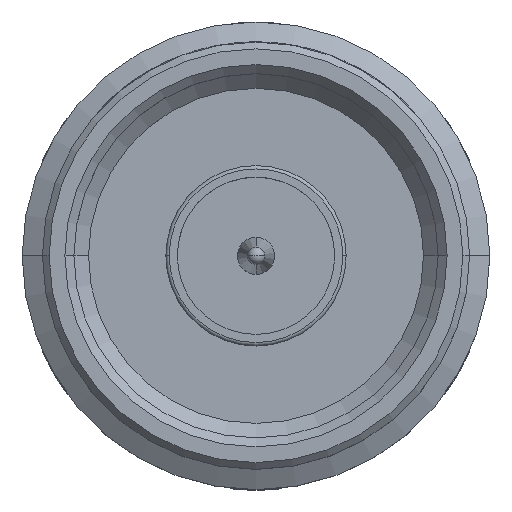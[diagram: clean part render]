
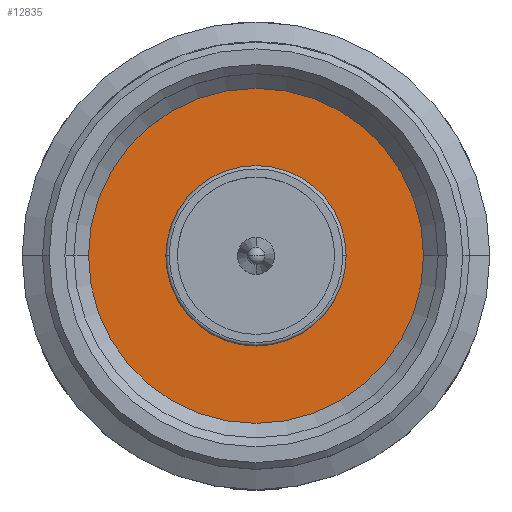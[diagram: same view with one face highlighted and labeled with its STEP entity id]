
A CAD part, top view. The second image highlights one B-rep face of the part: STEP entity #12835.
In plain terms, the highlighted planar face has unit normal (0, 0, 1).
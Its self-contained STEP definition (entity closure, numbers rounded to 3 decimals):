
#279 = PLANE ( 'NONE',  #1007 ) ;
#1007 = AXIS2_PLACEMENT_3D ( 'NONE', #4851, #13722, #2527 ) ;
#1176 = AXIS2_PLACEMENT_3D ( 'NONE', #11290, #10296, #5609 ) ;
#1547 = CARTESIAN_POINT ( 'NONE',  ( 0., 0., -3.816 ) ) ;
#1689 = ORIENTED_EDGE ( 'NONE', *, *, #2157, .T. ) ;
#2157 = EDGE_CURVE ( 'NONE', #13287, #4662, #10117, .T. ) ;
#2433 = CARTESIAN_POINT ( 'NONE',  ( -7.45, 0., -3.816 ) ) ;
#2527 = DIRECTION ( 'NONE',  ( -1., 0., 0. ) ) ;
#3893 = DIRECTION ( 'NONE',  ( 0., 0., 1. ) ) ;
#4245 = CIRCLE ( 'NONE', #12066, 7.45 ) ;
#4588 = CARTESIAN_POINT ( 'NONE',  ( 0., 0., -3.816 ) ) ;
#4662 = VERTEX_POINT ( 'NONE', #10904 ) ;
#4851 = CARTESIAN_POINT ( 'NONE',  ( 0., 0., -3.816 ) ) ;
#4996 = AXIS2_PLACEMENT_3D ( 'NONE', #7965, #10091, #6737 ) ;
#5036 = FACE_OUTER_BOUND ( 'NONE', #11898, .T. ) ;
#5163 = ORIENTED_EDGE ( 'NONE', *, *, #10223, .T. ) ;
#5202 = CARTESIAN_POINT ( 'NONE',  ( 7.45, 0., -3.816 ) ) ;
#5491 = VERTEX_POINT ( 'NONE', #2433 ) ;
#5609 = DIRECTION ( 'NONE',  ( -1., 0., 0. ) ) ;
#5923 = ORIENTED_EDGE ( 'NONE', *, *, #14653, .T. ) ;
#5989 = DIRECTION ( 'NONE',  ( -1., 0., 0. ) ) ;
#6222 = VERTEX_POINT ( 'NONE', #5202 ) ;
#6737 = DIRECTION ( 'NONE',  ( -1., 0., 0. ) ) ;
#7965 = CARTESIAN_POINT ( 'NONE',  ( 0., 0., -3.816 ) ) ;
#8078 = AXIS2_PLACEMENT_3D ( 'NONE', #4588, #9152, #10279 ) ;
#9152 = DIRECTION ( 'NONE',  ( 0., 0., 1. ) ) ;
#9946 = EDGE_LOOP ( 'NONE', ( #1689, #10524 ) ) ;
#10091 = DIRECTION ( 'NONE',  ( 0., 0., -1. ) ) ;
#10117 = CIRCLE ( 'NONE', #4996, 4.01 ) ;
#10223 = EDGE_CURVE ( 'NONE', #6222, #5491, #13536, .T. ) ;
#10279 = DIRECTION ( 'NONE',  ( -1., 0., 0. ) ) ;
#10296 = DIRECTION ( 'NONE',  ( 0., 0., -1. ) ) ;
#10524 = ORIENTED_EDGE ( 'NONE', *, *, #13240, .T. ) ;
#10904 = CARTESIAN_POINT ( 'NONE',  ( -4.01, 0., -3.816 ) ) ;
#11290 = CARTESIAN_POINT ( 'NONE',  ( 0., 0., -3.816 ) ) ;
#11898 = EDGE_LOOP ( 'NONE', ( #5163, #5923 ) ) ;
#12066 = AXIS2_PLACEMENT_3D ( 'NONE', #1547, #3893, #5989 ) ;
#12236 = CIRCLE ( 'NONE', #1176, 4.01 ) ;
#12835 = ADVANCED_FACE ( 'NONE', ( #13664, #5036 ), #279, .F. ) ;
#13240 = EDGE_CURVE ( 'NONE', #4662, #13287, #12236, .T. ) ;
#13287 = VERTEX_POINT ( 'NONE', #13737 ) ;
#13536 = CIRCLE ( 'NONE', #8078, 7.45 ) ;
#13664 = FACE_BOUND ( 'NONE', #9946, .T. ) ;
#13722 = DIRECTION ( 'NONE',  ( 0., 0., -1. ) ) ;
#13737 = CARTESIAN_POINT ( 'NONE',  ( 4.01, 0., -3.816 ) ) ;
#14653 = EDGE_CURVE ( 'NONE', #5491, #6222, #4245, .T. ) ;
